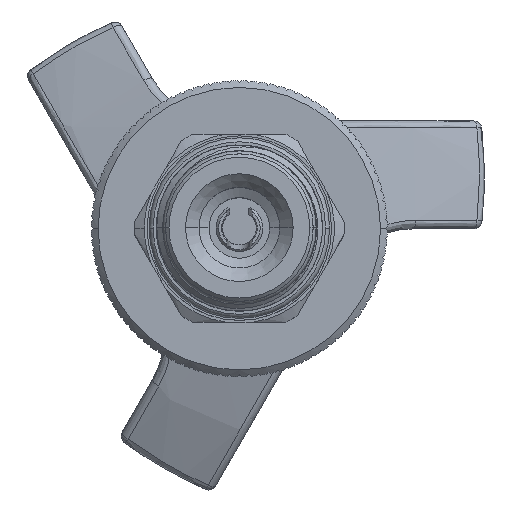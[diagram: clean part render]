
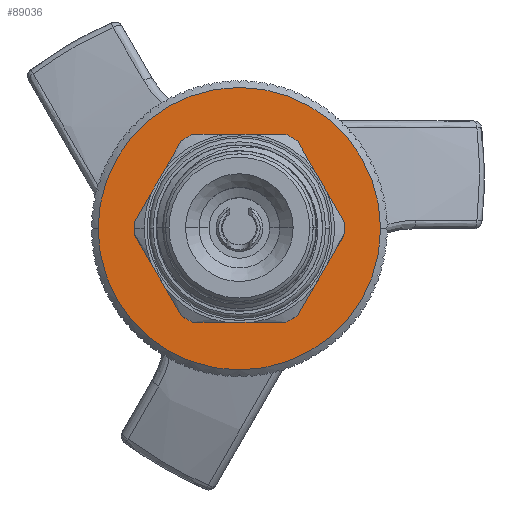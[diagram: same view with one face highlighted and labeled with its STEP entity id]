
A CAD part, top view. The second image highlights one B-rep face of the part: STEP entity #89036.
In plain terms, the highlighted planar face has unit normal (0, 0, 1).
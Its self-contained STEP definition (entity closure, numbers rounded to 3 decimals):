
#2826 = AXIS2_PLACEMENT_3D ( 'NONE', #21367, #21368, #21369 ) ;
#2894 = AXIS2_PLACEMENT_3D ( 'NONE', #21924, #21933, #21935 ) ;
#5573 = VERTEX_POINT ( 'NONE', #55476 ) ;
#5943 = VERTEX_POINT ( 'NONE', #44492 ) ;
#6957 = EDGE_LOOP ( 'NONE', ( #57266, #57267 ) ) ;
#8758 = VERTEX_POINT ( 'NONE', #62468 ) ;
#8759 = VERTEX_POINT ( 'NONE', #62481 ) ;
#9159 = EDGE_CURVE ( 'NONE', #8759, #8758, #19395, .T. ) ;
#10161 = EDGE_CURVE ( 'NONE', #5943, #5573, #83508, .T. ) ;
#10162 = EDGE_CURVE ( 'NONE', #8758, #8759, #83283, .T. ) ;
#11741 = EDGE_LOOP ( 'NONE', ( #57268, #57259 ) ) ;
#16951 = CIRCLE ( 'NONE', #2826, 16.7 ) ;
#16981 = FACE_OUTER_BOUND ( 'NONE', #6957, .T. ) ;
#16989 = FACE_BOUND ( 'NONE', #11741, .T. ) ;
#17934 = AXIS2_PLACEMENT_3D ( 'NONE', #58100, #57987, #57914 ) ;
#18754 = AXIS2_PLACEMENT_3D ( 'NONE', #81920, #81921, #81922 ) ;
#18755 = AXIS2_PLACEMENT_3D ( 'NONE', #81925, #81926, #81927 ) ;
#19395 = CIRCLE ( 'NONE', #17934, 10.9 ) ;
#21367 = CARTESIAN_POINT ( 'NONE',  ( 0., 0., -70.645 ) ) ;
#21368 = DIRECTION ( 'NONE',  ( 0., 0., 1. ) ) ;
#21369 = DIRECTION ( 'NONE',  ( 1., 0., 0. ) ) ;
#21924 = CARTESIAN_POINT ( 'NONE',  ( 0., 0., -70.645 ) ) ;
#21930 = PLANE ( 'NONE',  #2894 ) ;
#21933 = DIRECTION ( 'NONE',  ( 0., 0., 1. ) ) ;
#21935 = DIRECTION ( 'NONE',  ( 1., 0., 0. ) ) ;
#44492 = CARTESIAN_POINT ( 'NONE',  ( -16.7, 0., -70.645 ) ) ;
#48441 = EDGE_CURVE ( 'NONE', #5573, #5943, #16951, .T. ) ;
#55476 = CARTESIAN_POINT ( 'NONE',  ( 16.7, 0., -70.645 ) ) ;
#57259 = ORIENTED_EDGE ( 'NONE', *, *, #9159, .F. ) ;
#57266 = ORIENTED_EDGE ( 'NONE', *, *, #10161, .T. ) ;
#57267 = ORIENTED_EDGE ( 'NONE', *, *, #48441, .T. ) ;
#57268 = ORIENTED_EDGE ( 'NONE', *, *, #10162, .F. ) ;
#57914 = DIRECTION ( 'NONE',  ( 1., 0., 0. ) ) ;
#57987 = DIRECTION ( 'NONE',  ( 0., 0., 1. ) ) ;
#58100 = CARTESIAN_POINT ( 'NONE',  ( 0., 0., -70.645 ) ) ;
#62468 = CARTESIAN_POINT ( 'NONE',  ( 0., 10.9, -70.645 ) ) ;
#62481 = CARTESIAN_POINT ( 'NONE',  ( 0., -10.9, -70.645 ) ) ;
#81920 = CARTESIAN_POINT ( 'NONE',  ( 0., 0., -70.645 ) ) ;
#81921 = DIRECTION ( 'NONE',  ( 0., 0., 1. ) ) ;
#81922 = DIRECTION ( 'NONE',  ( 1., 0., 0. ) ) ;
#81925 = CARTESIAN_POINT ( 'NONE',  ( 0., 0., -70.645 ) ) ;
#81926 = DIRECTION ( 'NONE',  ( 0., 0., 1. ) ) ;
#81927 = DIRECTION ( 'NONE',  ( 1., 0., 0. ) ) ;
#83283 = CIRCLE ( 'NONE', #18755, 10.9 ) ;
#83508 = CIRCLE ( 'NONE', #18754, 16.7 ) ;
#89036 = ADVANCED_FACE ( 'NONE', ( #16981, #16989 ), #21930, .T. ) ;
